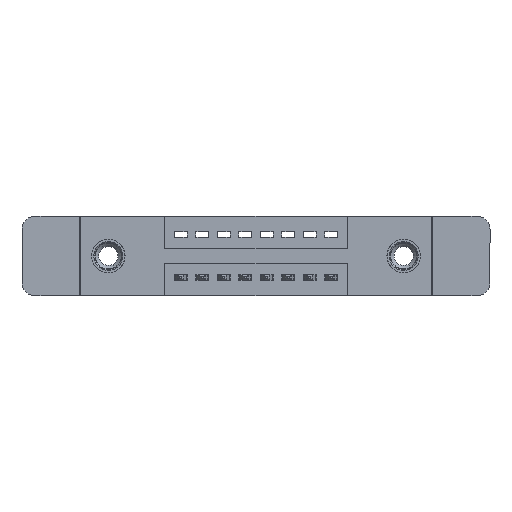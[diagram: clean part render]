
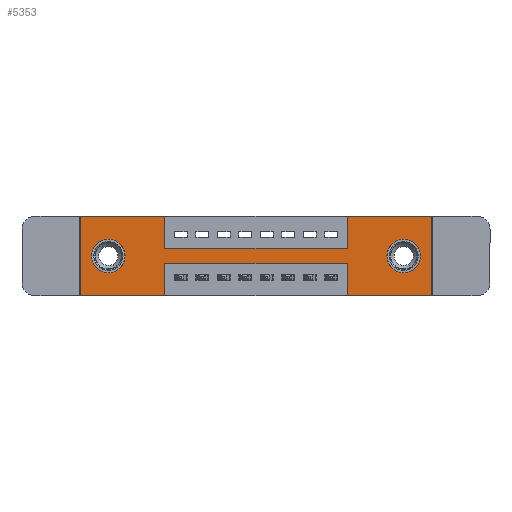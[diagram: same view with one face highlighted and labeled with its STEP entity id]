
A CAD part, front view. The second image highlights one B-rep face of the part: STEP entity #5353.
In plain terms, the highlighted planar face has unit normal (0, -1, 0).
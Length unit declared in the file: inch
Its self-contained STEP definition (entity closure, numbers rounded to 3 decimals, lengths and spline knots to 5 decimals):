
#80 = CARTESIAN_POINT ( 'NONE',  ( 0., 0., -0.37 ) ) ;
#133 = CARTESIAN_POINT ( 'NONE',  ( 0., 0., 0. ) ) ;
#183 = CARTESIAN_POINT ( 'NONE',  ( 0.13, 0., -0.185 ) ) ;
#198 = VERTEX_POINT ( 'NONE', #5009 ) ;
#215 = LINE ( 'NONE', #8516, #11680 ) ;
#318 = EDGE_CURVE ( 'NONE', #6610, #14533, #12272, .T. ) ;
#376 = ORIENTED_EDGE ( 'NONE', *, *, #2608, .T. ) ;
#378 = VECTOR ( 'NONE', #14343, 39.37008 ) ;
#477 = ORIENTED_EDGE ( 'NONE', *, *, #9243, .F. ) ;
#508 = VECTOR ( 'NONE', #13824, 39.37008 ) ;
#748 = EDGE_CURVE ( 'NONE', #2717, #7448, #8066, .T. ) ;
#857 = VECTOR ( 'NONE', #10248, 39.37008 ) ;
#859 = CARTESIAN_POINT ( 'NONE',  ( 0.3925, 0., 0. ) ) ;
#898 = FACE_BOUND ( 'NONE', #4392, .T. ) ;
#906 = DIRECTION ( 'NONE',  ( 1., 0., 0. ) ) ;
#981 = AXIS2_PLACEMENT_3D ( 'NONE', #12492, #14919, #5596 ) ;
#1105 = CARTESIAN_POINT ( 'NONE',  ( 0., 0., 0. ) ) ;
#1309 = VECTOR ( 'NONE', #7480, 39.37008 ) ;
#1322 = VERTEX_POINT ( 'NONE', #7482 ) ;
#1363 = VERTEX_POINT ( 'NONE', #12414 ) ;
#1485 = PLANE ( 'NONE',  #981 ) ;
#1534 = DIRECTION ( 'NONE',  ( 0., 0., 1. ) ) ;
#1678 = ORIENTED_EDGE ( 'NONE', *, *, #3688, .F. ) ;
#1874 = EDGE_CURVE ( 'NONE', #1363, #1322, #215, .T. ) ;
#2023 = VERTEX_POINT ( 'NONE', #13547 ) ;
#2141 = VECTOR ( 'NONE', #15766, 39.37008 ) ;
#2608 = EDGE_CURVE ( 'NONE', #10781, #198, #8949, .T. ) ;
#2717 = VERTEX_POINT ( 'NONE', #859 ) ;
#2912 = CARTESIAN_POINT ( 'NONE',  ( 0., 0., -0.37 ) ) ;
#3064 = CARTESIAN_POINT ( 'NONE',  ( 0.3925, 0., -0.22 ) ) ;
#3404 = CARTESIAN_POINT ( 'NONE',  ( 0.13, 0., -0.185 ) ) ;
#3458 = CARTESIAN_POINT ( 'NONE',  ( 1.505, 0., -0.185 ) ) ;
#3617 = LINE ( 'NONE', #10659, #378 ) ;
#3645 = LINE ( 'NONE', #1105, #2141 ) ;
#3674 = CARTESIAN_POINT ( 'NONE',  ( 0., 0., -0.37 ) ) ;
#3688 = EDGE_CURVE ( 'NONE', #7448, #11263, #14876, .T. ) ;
#3696 = EDGE_CURVE ( 'NONE', #10005, #1363, #3617, .T. ) ;
#3747 = FACE_OUTER_BOUND ( 'NONE', #7663, .T. ) ;
#4034 = EDGE_CURVE ( 'NONE', #198, #10781, #4950, .T. ) ;
#4053 = LINE ( 'NONE', #3064, #6498 ) ;
#4164 = DIRECTION ( 'NONE',  ( 0., 1., 0. ) ) ;
#4287 = DIRECTION ( 'NONE',  ( 0., 1., 0. ) ) ;
#4296 = EDGE_CURVE ( 'NONE', #1322, #6610, #9497, .T. ) ;
#4392 = EDGE_LOOP ( 'NONE', ( #12971, #14452 ) ) ;
#4504 = DIRECTION ( 'NONE',  ( 0., 0., -1. ) ) ;
#4912 = EDGE_CURVE ( 'NONE', #9453, #9691, #15785, .T. ) ;
#4950 = CIRCLE ( 'NONE', #5772, 0.078 ) ;
#5009 = CARTESIAN_POINT ( 'NONE',  ( 0.13, 0., -0.107 ) ) ;
#5073 = AXIS2_PLACEMENT_3D ( 'NONE', #3458, #11812, #4504 ) ;
#5274 = LINE ( 'NONE', #133, #508 ) ;
#5353 = ADVANCED_FACE ( 'NONE', ( #898, #11594, #3747 ), #1485, .T. ) ;
#5454 = ORIENTED_EDGE ( 'NONE', *, *, #3696, .F. ) ;
#5552 = EDGE_CURVE ( 'NONE', #13920, #2717, #5274, .T. ) ;
#5558 = DIRECTION ( 'NONE',  ( 0., 0., -1. ) ) ;
#5596 = DIRECTION ( 'NONE',  ( 0., 0., -1. ) ) ;
#5757 = CARTESIAN_POINT ( 'NONE',  ( 0.3925, 0., -0.15 ) ) ;
#5772 = AXIS2_PLACEMENT_3D ( 'NONE', #183, #4287, #7851 ) ;
#5809 = ORIENTED_EDGE ( 'NONE', *, *, #14759, .F. ) ;
#5857 = AXIS2_PLACEMENT_3D ( 'NONE', #3404, #15638, #11970 ) ;
#6083 = VECTOR ( 'NONE', #9944, 39.37008 ) ;
#6135 = CIRCLE ( 'NONE', #13885, 0.078 ) ;
#6207 = CARTESIAN_POINT ( 'NONE',  ( 1.2425, 0., -0.37 ) ) ;
#6453 = LINE ( 'NONE', #9738, #6083 ) ;
#6498 = VECTOR ( 'NONE', #9088, 39.37008 ) ;
#6610 = VERTEX_POINT ( 'NONE', #6207 ) ;
#6617 = ORIENTED_EDGE ( 'NONE', *, *, #748, .F. ) ;
#6760 = VERTEX_POINT ( 'NONE', #3674 ) ;
#6906 = ORIENTED_EDGE ( 'NONE', *, *, #4034, .T. ) ;
#7070 = CARTESIAN_POINT ( 'NONE',  ( 0.3925, 0., -0.22 ) ) ;
#7110 = DIRECTION ( 'NONE',  ( 0., 0., -1. ) ) ;
#7448 = VERTEX_POINT ( 'NONE', #7462 ) ;
#7462 = CARTESIAN_POINT ( 'NONE',  ( 0.3925, 0., -0.15 ) ) ;
#7480 = DIRECTION ( 'NONE',  ( -1., 0., 0. ) ) ;
#7482 = CARTESIAN_POINT ( 'NONE',  ( 1.635, 0., -0.37 ) ) ;
#7663 = EDGE_LOOP ( 'NONE', ( #8192, #14329, #10819, #9835, #10915, #5454, #15212, #1678, #6617, #12134, #477, #5809 ) ) ;
#7851 = DIRECTION ( 'NONE',  ( 0., 0., 1. ) ) ;
#7946 = CARTESIAN_POINT ( 'NONE',  ( 0., 0., 0. ) ) ;
#8066 = LINE ( 'NONE', #10411, #11139 ) ;
#8192 = ORIENTED_EDGE ( 'NONE', *, *, #15251, .F. ) ;
#8247 = CARTESIAN_POINT ( 'NONE',  ( 0.13, 0., -0.263 ) ) ;
#8361 = VECTOR ( 'NONE', #906, 39.37008 ) ;
#8516 = CARTESIAN_POINT ( 'NONE',  ( 1.635, 0., 0. ) ) ;
#8949 = CIRCLE ( 'NONE', #5857, 0.078 ) ;
#9088 = DIRECTION ( 'NONE',  ( -1., 0., 0. ) ) ;
#9243 = EDGE_CURVE ( 'NONE', #6760, #13920, #3645, .T. ) ;
#9425 = LINE ( 'NONE', #13937, #857 ) ;
#9453 = VERTEX_POINT ( 'NONE', #9720 ) ;
#9497 = LINE ( 'NONE', #80, #1309 ) ;
#9691 = VERTEX_POINT ( 'NONE', #14159 ) ;
#9720 = CARTESIAN_POINT ( 'NONE',  ( 1.505, 0., -0.263 ) ) ;
#9738 = CARTESIAN_POINT ( 'NONE',  ( 1.2425, 0., 0. ) ) ;
#9835 = ORIENTED_EDGE ( 'NONE', *, *, #4296, .F. ) ;
#9944 = DIRECTION ( 'NONE',  ( 0., 0., 1. ) ) ;
#9953 = CARTESIAN_POINT ( 'NONE',  ( 1.2425, 0., -0.37 ) ) ;
#9992 = CARTESIAN_POINT ( 'NONE',  ( 1.2425, 0., 0. ) ) ;
#10005 = VERTEX_POINT ( 'NONE', #9992 ) ;
#10248 = DIRECTION ( 'NONE',  ( 0., 0., -1. ) ) ;
#10393 = VERTEX_POINT ( 'NONE', #7070 ) ;
#10397 = CARTESIAN_POINT ( 'NONE',  ( 1.2425, 0., -0.15 ) ) ;
#10411 = CARTESIAN_POINT ( 'NONE',  ( 0.3925, 0., 0. ) ) ;
#10578 = EDGE_CURVE ( 'NONE', #9691, #9453, #6135, .T. ) ;
#10659 = CARTESIAN_POINT ( 'NONE',  ( 0., 0., 0. ) ) ;
#10781 = VERTEX_POINT ( 'NONE', #8247 ) ;
#10819 = ORIENTED_EDGE ( 'NONE', *, *, #318, .F. ) ;
#10886 = EDGE_CURVE ( 'NONE', #14533, #10393, #4053, .T. ) ;
#10915 = ORIENTED_EDGE ( 'NONE', *, *, #1874, .F. ) ;
#11139 = VECTOR ( 'NONE', #5558, 39.37008 ) ;
#11198 = VECTOR ( 'NONE', #15195, 39.37008 ) ;
#11263 = VERTEX_POINT ( 'NONE', #10397 ) ;
#11594 = FACE_BOUND ( 'NONE', #11924, .T. ) ;
#11680 = VECTOR ( 'NONE', #7110, 39.37008 ) ;
#11812 = DIRECTION ( 'NONE',  ( 0., 1., 0. ) ) ;
#11924 = EDGE_LOOP ( 'NONE', ( #6906, #376 ) ) ;
#11970 = DIRECTION ( 'NONE',  ( 0., 0., 1. ) ) ;
#12134 = ORIENTED_EDGE ( 'NONE', *, *, #5552, .F. ) ;
#12272 = LINE ( 'NONE', #9953, #14192 ) ;
#12414 = CARTESIAN_POINT ( 'NONE',  ( 1.635, 0., 0. ) ) ;
#12492 = CARTESIAN_POINT ( 'NONE',  ( 0., 0., -0.37 ) ) ;
#12614 = EDGE_CURVE ( 'NONE', #11263, #10005, #6453, .T. ) ;
#12971 = ORIENTED_EDGE ( 'NONE', *, *, #10578, .T. ) ;
#13431 = CARTESIAN_POINT ( 'NONE',  ( 1.2425, 0., -0.22 ) ) ;
#13547 = CARTESIAN_POINT ( 'NONE',  ( 0.3925, 0., -0.37 ) ) ;
#13824 = DIRECTION ( 'NONE',  ( 1., 0., 0. ) ) ;
#13861 = CARTESIAN_POINT ( 'NONE',  ( 1.505, 0., -0.185 ) ) ;
#13885 = AXIS2_PLACEMENT_3D ( 'NONE', #13861, #4164, #13968 ) ;
#13920 = VERTEX_POINT ( 'NONE', #7946 ) ;
#13937 = CARTESIAN_POINT ( 'NONE',  ( 0.3925, 0., -0.37 ) ) ;
#13968 = DIRECTION ( 'NONE',  ( 0., 0., -1. ) ) ;
#14159 = CARTESIAN_POINT ( 'NONE',  ( 1.505, 0., -0.107 ) ) ;
#14192 = VECTOR ( 'NONE', #1534, 39.37008 ) ;
#14329 = ORIENTED_EDGE ( 'NONE', *, *, #10886, .F. ) ;
#14343 = DIRECTION ( 'NONE',  ( 1., 0., 0. ) ) ;
#14452 = ORIENTED_EDGE ( 'NONE', *, *, #4912, .T. ) ;
#14533 = VERTEX_POINT ( 'NONE', #13431 ) ;
#14759 = EDGE_CURVE ( 'NONE', #2023, #6760, #15586, .T. ) ;
#14876 = LINE ( 'NONE', #5757, #8361 ) ;
#14919 = DIRECTION ( 'NONE',  ( 0., -1., 0. ) ) ;
#15195 = DIRECTION ( 'NONE',  ( -1., 0., 0. ) ) ;
#15212 = ORIENTED_EDGE ( 'NONE', *, *, #12614, .F. ) ;
#15251 = EDGE_CURVE ( 'NONE', #10393, #2023, #9425, .T. ) ;
#15586 = LINE ( 'NONE', #2912, #11198 ) ;
#15638 = DIRECTION ( 'NONE',  ( 0., 1., 0. ) ) ;
#15766 = DIRECTION ( 'NONE',  ( 0., 0., 1. ) ) ;
#15785 = CIRCLE ( 'NONE', #5073, 0.078 ) ;
